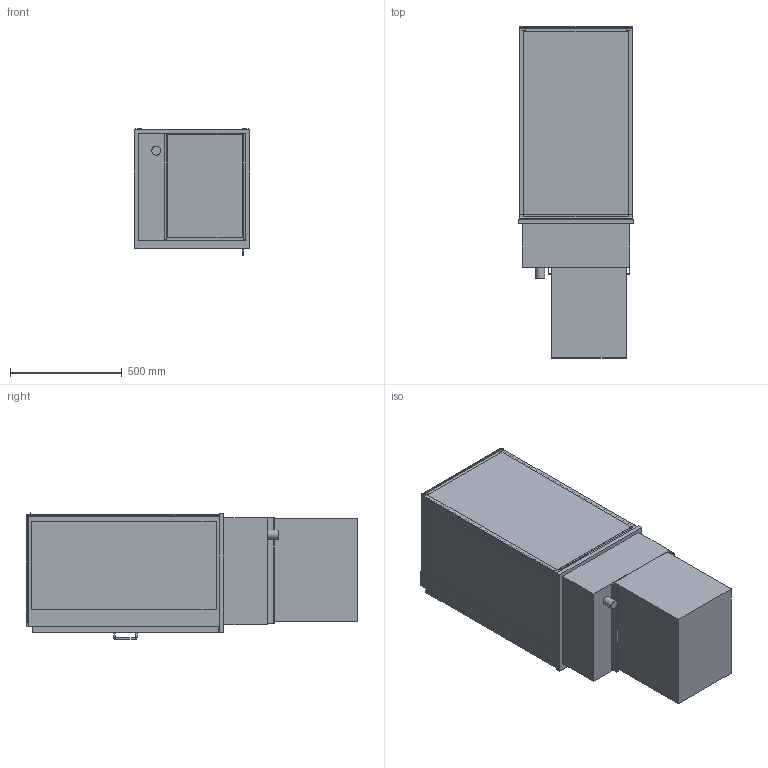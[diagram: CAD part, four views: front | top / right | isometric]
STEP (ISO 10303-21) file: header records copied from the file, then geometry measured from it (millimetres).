
FILE_DESCRIPTION(/* description */ ('Standkühlvitrine: eigengekühlt'),/* implementation_level */ '2;1');
FILE_NAME(/* name */ '3D-AKE-00006252.stp',/* time_stamp */ '2024-06-04T08:54:51+02:00',/* author */ ('julian.lux'),/* organization */ (''),/* preprocessor_version */ 'ST-DEVELOPER v18.1',/* originating_system */ 'Autodesk Inventor 2020',/* authorisation */ '');
FILE_SCHEMA (('AUTOMOTIVE_DESIGN { 1 0 10303 214 3 1 1 }'));
Length unit declared in the file: millimetre
Products named in the file (1): 3D-AKE-00006252
Bounding box: 516 x 1485 x 567.8 mm (x, y, z)
Volume: 128635380 mm3; surface area: 10001830.6 mm2
Topology: 54 solids, 54 shells, 563 faces, 1362 edges, 909 vertices
Faces by surface type: plane 498, cylinder 63, torus 2
Full cylindrical faces by diameter (mm): 8 x3, 40 x1
Entity records: 16252 total; most frequent: CARTESIAN_POINT 2835, ORIENTED_EDGE 2724, DIRECTION 2630, EDGE_CURVE 1362, LINE 1222, VECTOR 1222, VERTEX_POINT 909, AXIS2_PLACEMENT_3D 704
